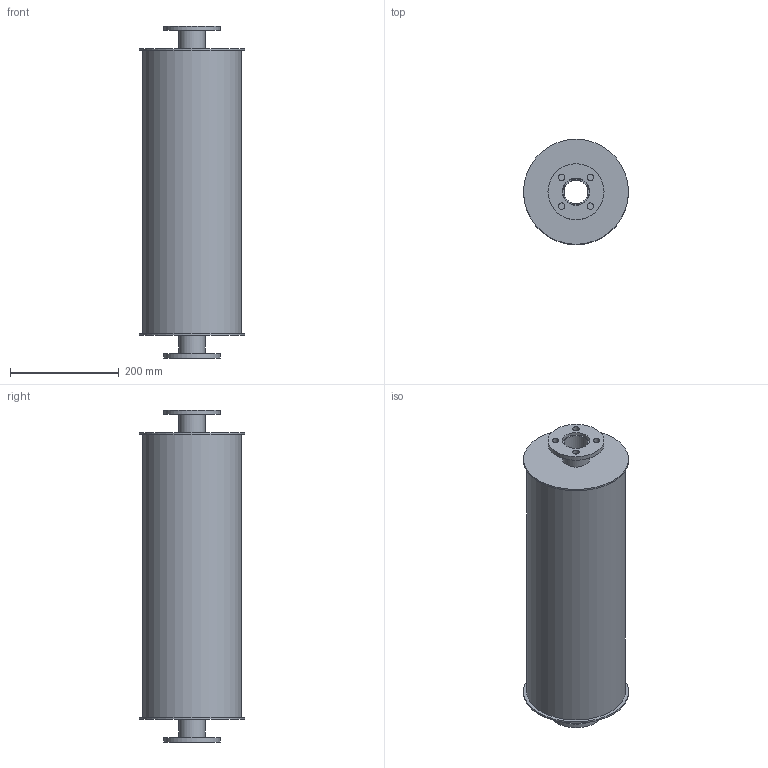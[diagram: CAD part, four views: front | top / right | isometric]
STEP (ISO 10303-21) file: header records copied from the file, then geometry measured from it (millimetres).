
FILE_DESCRIPTION(/* description */ (''),/* implementation_level */ '2;1');
FILE_NAME(/* name */ 'Sdhc 01-5.stp',/* time_stamp */ '2015-01-21T14:43:43+01:00',/* author */ ('Tekenkamer'),/* organization */ (''),/* preprocessor_version */ 'ST-DEVELOPER v15.6',/* originating_system */ 'Autodesk Inventor 2015',/* authorisation */ '');
FILE_SCHEMA (('AUTOMOTIVE_DESIGN { 1 0 10303 214 3 1 1 }'));
Length unit declared in the file: millimetre
Products named in the file (1): MAAT3D
Bounding box: 193 x 193 x 610 mm (x, y, z)
Volume: 878038.7 mm3; surface area: 766232.4 mm2
Topology: 7 solids, 7 shells, 36 faces, 66 edges, 44 vertices
Faces by surface type: cylinder 22, plane 14
Full cylindrical faces by diameter (mm): 12 x8, 43.8 x2, 48.4 x2, 50 x2, 50.4 x2, 103 x2, 177 x1, 181 x1, 193 x2
Entity records: 889 total; most frequent: DIRECTION 162, CARTESIAN_POINT 125, EDGE_LOOP 88, ORIENTED_EDGE 88, AXIS2_PLACEMENT_3D 81, FACE_BOUND 52, CIRCLE 44, VERTEX_POINT 44
